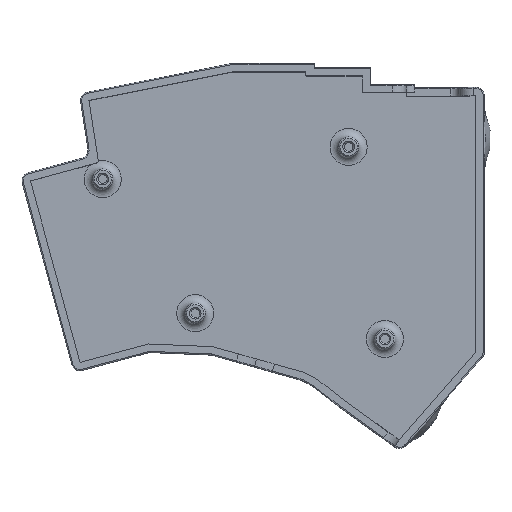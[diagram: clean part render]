
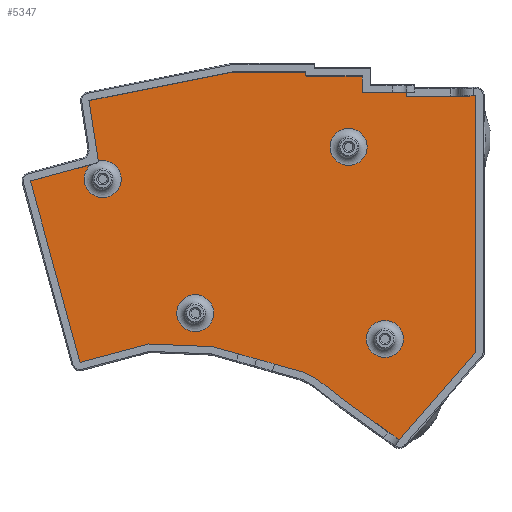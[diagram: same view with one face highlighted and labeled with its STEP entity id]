
A CAD part, top view. The second image highlights one B-rep face of the part: STEP entity #5347.
In plain terms, the highlighted planar face has unit normal (0, 0, 1).
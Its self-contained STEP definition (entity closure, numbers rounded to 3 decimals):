
#38=FACE_BOUND('',#1945,.T.);
#39=FACE_BOUND('',#1946,.T.);
#40=FACE_BOUND('',#1947,.T.);
#389=PLANE('',#5777);
#601=LINE('',#7891,#1070);
#610=LINE('',#7910,#1079);
#612=LINE('',#7915,#1081);
#615=LINE('',#7920,#1084);
#617=LINE('',#7925,#1086);
#620=LINE('',#7930,#1089);
#623=LINE('',#7947,#1092);
#719=LINE('',#9071,#1188);
#721=LINE('',#9087,#1190);
#722=LINE('',#9089,#1191);
#723=LINE('',#9091,#1192);
#724=LINE('',#9092,#1193);
#725=LINE('',#9094,#1194);
#726=LINE('',#9096,#1195);
#727=LINE('',#9098,#1196);
#728=LINE('',#9100,#1197);
#729=LINE('',#9102,#1198);
#730=LINE('',#9104,#1199);
#731=LINE('',#9105,#1200);
#732=LINE('',#9106,#1201);
#733=LINE('',#9107,#1202);
#734=LINE('',#9109,#1203);
#735=LINE('',#9110,#1204);
#1070=VECTOR('',#6323,10.);
#1079=VECTOR('',#6340,10.);
#1081=VECTOR('',#6344,10.);
#1084=VECTOR('',#6349,10.);
#1086=VECTOR('',#6353,10.);
#1089=VECTOR('',#6358,10.);
#1092=VECTOR('',#6365,10.);
#1188=VECTOR('',#6645,10.);
#1190=VECTOR('',#6657,10.);
#1191=VECTOR('',#6658,10.);
#1192=VECTOR('',#6659,10.);
#1193=VECTOR('',#6660,10.);
#1194=VECTOR('',#6661,10.);
#1195=VECTOR('',#6662,10.);
#1196=VECTOR('',#6663,10.);
#1197=VECTOR('',#6664,10.);
#1198=VECTOR('',#6665,10.);
#1199=VECTOR('',#6666,10.);
#1200=VECTOR('',#6667,10.);
#1201=VECTOR('',#6668,10.);
#1202=VECTOR('',#6669,10.);
#1203=VECTOR('',#6670,10.);
#1204=VECTOR('',#6671,10.);
#1621=FACE_OUTER_BOUND('',#1944,.T.);
#1944=EDGE_LOOP('',(#4359,#4360,#4361,#4362,#4363,#4364,#4365,#4366,#4367,
#4368,#4369,#4370,#4371,#4372,#4373,#4374,#4375,#4376,#4377,#4378,#4379,
#4380,#4381,#4382,#4383));
#1945=EDGE_LOOP('',(#4384));
#1946=EDGE_LOOP('',(#4385));
#1947=EDGE_LOOP('',(#4386));
#2231=CIRCLE('',#5753,6.575);
#2233=CIRCLE('',#5756,6.575);
#2235=CIRCLE('',#5759,6.575);
#2239=CIRCLE('',#5775,6.575);
#2240=CIRCLE('',#5776,6.575);
#2400=VERTEX_POINT('',#7888);
#2401=VERTEX_POINT('',#7890);
#2407=VERTEX_POINT('',#7908);
#2408=VERTEX_POINT('',#7912);
#2409=VERTEX_POINT('',#7914);
#2410=VERTEX_POINT('',#7918);
#2411=VERTEX_POINT('',#7922);
#2412=VERTEX_POINT('',#7924);
#2413=VERTEX_POINT('',#7928);
#2416=VERTEX_POINT('',#7941);
#2417=VERTEX_POINT('',#7946);
#2485=VERTEX_POINT('',#8530);
#2486=VERTEX_POINT('',#8534);
#2487=VERTEX_POINT('',#8538);
#2604=VERTEX_POINT('',#9068);
#2605=VERTEX_POINT('',#9070);
#2606=VERTEX_POINT('',#9074);
#2607=VERTEX_POINT('',#9077);
#2608=VERTEX_POINT('',#9086);
#2609=VERTEX_POINT('',#9088);
#2610=VERTEX_POINT('',#9090);
#2611=VERTEX_POINT('',#9093);
#2612=VERTEX_POINT('',#9095);
#2613=VERTEX_POINT('',#9097);
#2614=VERTEX_POINT('',#9099);
#2615=VERTEX_POINT('',#9101);
#2616=VERTEX_POINT('',#9103);
#2617=VERTEX_POINT('',#9108);
#2987=EDGE_CURVE('',#2401,#2400,#601,.T.);
#2997=EDGE_CURVE('',#2400,#2407,#610,.T.);
#2999=EDGE_CURVE('',#2408,#2409,#612,.F.);
#3002=EDGE_CURVE('',#2408,#2410,#615,.T.);
#3004=EDGE_CURVE('',#2411,#2412,#617,.F.);
#3007=EDGE_CURVE('',#2411,#2413,#620,.T.);
#3012=EDGE_CURVE('',#2417,#2416,#623,.T.);
#3123=EDGE_CURVE('',#2485,#2485,#2231,.T.);
#3125=EDGE_CURVE('',#2486,#2486,#2233,.T.);
#3127=EDGE_CURVE('',#2487,#2487,#2235,.T.);
#3249=EDGE_CURVE('',#2605,#2604,#719,.T.);
#3252=EDGE_CURVE('',#2606,#2416,#2239,.T.);
#3254=EDGE_CURVE('',#2607,#2606,#2240,.T.);
#3255=EDGE_CURVE('',#2607,#2608,#721,.T.);
#3256=EDGE_CURVE('',#2608,#2609,#722,.T.);
#3257=EDGE_CURVE('',#2609,#2610,#723,.T.);
#3258=EDGE_CURVE('',#2610,#2401,#724,.T.);
#3259=EDGE_CURVE('',#2407,#2611,#725,.T.);
#3260=EDGE_CURVE('',#2611,#2612,#726,.T.);
#3261=EDGE_CURVE('',#2612,#2613,#727,.T.);
#3262=EDGE_CURVE('',#2613,#2614,#728,.T.);
#3263=EDGE_CURVE('',#2614,#2615,#729,.T.);
#3264=EDGE_CURVE('',#2615,#2616,#730,.T.);
#3265=EDGE_CURVE('',#2616,#2605,#731,.T.);
#3266=EDGE_CURVE('',#2604,#2409,#732,.T.);
#3267=EDGE_CURVE('',#2410,#2412,#733,.T.);
#3268=EDGE_CURVE('',#2413,#2617,#734,.T.);
#3269=EDGE_CURVE('',#2617,#2417,#735,.T.);
#4359=ORIENTED_EDGE('',*,*,#3254,.F.);
#4360=ORIENTED_EDGE('',*,*,#3255,.T.);
#4361=ORIENTED_EDGE('',*,*,#3256,.T.);
#4362=ORIENTED_EDGE('',*,*,#3257,.T.);
#4363=ORIENTED_EDGE('',*,*,#3258,.T.);
#4364=ORIENTED_EDGE('',*,*,#2987,.T.);
#4365=ORIENTED_EDGE('',*,*,#2997,.T.);
#4366=ORIENTED_EDGE('',*,*,#3259,.T.);
#4367=ORIENTED_EDGE('',*,*,#3260,.T.);
#4368=ORIENTED_EDGE('',*,*,#3261,.T.);
#4369=ORIENTED_EDGE('',*,*,#3262,.T.);
#4370=ORIENTED_EDGE('',*,*,#3263,.T.);
#4371=ORIENTED_EDGE('',*,*,#3264,.T.);
#4372=ORIENTED_EDGE('',*,*,#3265,.T.);
#4373=ORIENTED_EDGE('',*,*,#3249,.T.);
#4374=ORIENTED_EDGE('',*,*,#3266,.T.);
#4375=ORIENTED_EDGE('',*,*,#2999,.F.);
#4376=ORIENTED_EDGE('',*,*,#3002,.T.);
#4377=ORIENTED_EDGE('',*,*,#3267,.T.);
#4378=ORIENTED_EDGE('',*,*,#3004,.F.);
#4379=ORIENTED_EDGE('',*,*,#3007,.T.);
#4380=ORIENTED_EDGE('',*,*,#3268,.T.);
#4381=ORIENTED_EDGE('',*,*,#3269,.T.);
#4382=ORIENTED_EDGE('',*,*,#3012,.T.);
#4383=ORIENTED_EDGE('',*,*,#3252,.F.);
#4384=ORIENTED_EDGE('',*,*,#3127,.F.);
#4385=ORIENTED_EDGE('',*,*,#3125,.F.);
#4386=ORIENTED_EDGE('',*,*,#3123,.F.);
#5347=ADVANCED_FACE('',(#1621,#38,#39,#40),#389,.F.);
#5753=AXIS2_PLACEMENT_3D('',#8532,#6556,#6557);
#5756=AXIS2_PLACEMENT_3D('',#8536,#6562,#6563);
#5759=AXIS2_PLACEMENT_3D('',#8540,#6568,#6569);
#5775=AXIS2_PLACEMENT_3D('',#9076,#6651,#6652);
#5776=AXIS2_PLACEMENT_3D('',#9084,#6653,#6654);
#5777=AXIS2_PLACEMENT_3D('',#9085,#6655,#6656);
#6323=DIRECTION('',(0.963,-0.27,0.));
#6340=DIRECTION('',(0.88,-0.475,0.));
#6344=DIRECTION('',(-1.,-0.002,0.));
#6349=DIRECTION('',(-0.005,1.,0.));
#6353=DIRECTION('',(-0.707,0.707,0.));
#6358=DIRECTION('',(0.,1.,0.));
#6365=DIRECTION('',(0.153,-0.988,0.));
#6556=DIRECTION('center_axis',(0.,0.,1.));
#6557=DIRECTION('ref_axis',(-1.,0.,0.));
#6562=DIRECTION('center_axis',(0.,0.,1.));
#6563=DIRECTION('ref_axis',(-1.,0.,0.));
#6568=DIRECTION('center_axis',(0.,0.,1.));
#6569=DIRECTION('ref_axis',(-1.,0.,0.));
#6645=DIRECTION('',(0.,1.,0.));
#6651=DIRECTION('center_axis',(0.,0.,1.));
#6652=DIRECTION('ref_axis',(-1.,0.,0.));
#6653=DIRECTION('center_axis',(0.,0.,1.));
#6654=DIRECTION('ref_axis',(-1.,0.,0.));
#6655=DIRECTION('center_axis',(0.,0.,-1.));
#6656=DIRECTION('ref_axis',(1.,0.,0.));
#6657=DIRECTION('',(-0.965,-0.261,0.));
#6658=DIRECTION('',(0.264,-0.965,0.));
#6659=DIRECTION('',(0.966,0.259,0.));
#6660=DIRECTION('',(0.999,-0.041,0.));
#6661=DIRECTION('',(0.79,-0.613,0.));
#6662=DIRECTION('',(0.812,-0.584,0.));
#6663=DIRECTION('',(0.655,0.755,0.));
#6664=DIRECTION('',(0.655,0.755,0.));
#6665=DIRECTION('',(0.,1.,0.));
#6666=DIRECTION('',(-1.,-0.011,0.));
#6667=DIRECTION('',(-1.,0.002,0.));
#6668=DIRECTION('',(-1.,0.,0.));
#6669=DIRECTION('',(-1.,0.,0.));
#6670=DIRECTION('',(-1.,0.,0.));
#6671=DIRECTION('',(-0.981,-0.195,0.));
#7888=CARTESIAN_POINT('',(95.822,-143.433,-4.));
#7890=CARTESIAN_POINT('',(62.989,-134.24,-4.));
#7891=CARTESIAN_POINT('',(95.822,-143.433,-4.));
#7908=CARTESIAN_POINT('',(100.099,-145.744,-4.));
#7910=CARTESIAN_POINT('',(100.099,-145.744,-4.));
#7912=CARTESIAN_POINT('',(116.208,-43.904,-4.));
#7914=CARTESIAN_POINT('',(116.209,-43.904,-4.));
#7915=CARTESIAN_POINT('',(96.598,-43.952,-4.));
#7918=CARTESIAN_POINT('',(116.179,-38.097,-4.));
#7920=CARTESIAN_POINT('',(116.179,-38.097,-4.));
#7922=CARTESIAN_POINT('',(96.225,-37.847,-4.));
#7924=CARTESIAN_POINT('',(96.475,-38.097,-4.));
#7925=CARTESIAN_POINT('',(107.69,-49.311,-4.));
#7928=CARTESIAN_POINT('',(96.225,-36.671,-4.));
#7930=CARTESIAN_POINT('',(96.225,-36.671,-4.));
#7941=CARTESIAN_POINT('',(22.472,-68.3,-4.));
#7946=CARTESIAN_POINT('',(19.138,-46.819,-4.));
#7947=CARTESIAN_POINT('',(22.555,-68.839,-4.));
#8530=CARTESIAN_POINT('',(117.953,-63.277,-4.));
#8532=CARTESIAN_POINT('Origin',(111.378,-63.277,-4.));
#8534=CARTESIAN_POINT('',(130.846,-131.48,-4.));
#8536=CARTESIAN_POINT('Origin',(124.271,-131.48,-4.));
#8538=CARTESIAN_POINT('',(63.475,-122.323,-4.));
#8540=CARTESIAN_POINT('Origin',(56.9,-122.323,-4.));
#9068=CARTESIAN_POINT('',(131.83,-43.904,-4.));
#9070=CARTESIAN_POINT('',(131.83,-45.194,-4.));
#9071=CARTESIAN_POINT('',(131.83,-44.154,-4.));
#9074=CARTESIAN_POINT('',(30.612,-74.686,-4.));
#9076=CARTESIAN_POINT('Origin',(24.037,-74.686,-4.));
#9077=CARTESIAN_POINT('',(19.935,-69.547,-4.));
#9084=CARTESIAN_POINT('Origin',(24.037,-74.686,-4.));
#9085=CARTESIAN_POINT('Origin',(77.131,-102.548,-4.));
#9086=CARTESIAN_POINT('',(-1.642,-75.378,-4.));
#9087=CARTESIAN_POINT('',(-1.642,-75.378,-4.));
#9088=CARTESIAN_POINT('',(15.98,-139.794,-4.));
#9089=CARTESIAN_POINT('',(15.98,-139.794,-4.));
#9090=CARTESIAN_POINT('',(40.206,-133.295,-4.));
#9091=CARTESIAN_POINT('',(40.206,-133.295,-4.));
#9092=CARTESIAN_POINT('',(62.989,-134.24,-4.));
#9093=CARTESIAN_POINT('',(109.891,-153.35,-4.));
#9094=CARTESIAN_POINT('',(109.891,-153.35,-4.));
#9095=CARTESIAN_POINT('',(129.418,-167.39,-4.));
#9096=CARTESIAN_POINT('',(129.418,-167.39,-4.));
#9097=CARTESIAN_POINT('',(156.478,-136.193,-4.));
#9098=CARTESIAN_POINT('',(156.478,-136.193,-4.));
#9099=CARTESIAN_POINT('',(156.59,-136.063,-4.));
#9100=CARTESIAN_POINT('',(156.59,-136.063,-4.));
#9101=CARTESIAN_POINT('',(156.592,-45.161,-4.));
#9102=CARTESIAN_POINT('',(156.592,-45.161,-4.));
#9103=CARTESIAN_POINT('',(151.029,-45.223,-4.));
#9104=CARTESIAN_POINT('',(151.029,-45.223,-4.));
#9105=CARTESIAN_POINT('',(131.83,-45.194,-4.));
#9106=CARTESIAN_POINT('',(116.209,-43.904,-4.));
#9107=CARTESIAN_POINT('',(96.225,-38.097,-4.));
#9108=CARTESIAN_POINT('',(70.176,-36.671,-4.));
#9109=CARTESIAN_POINT('',(70.176,-36.671,-4.));
#9110=CARTESIAN_POINT('',(19.138,-46.819,-4.));
